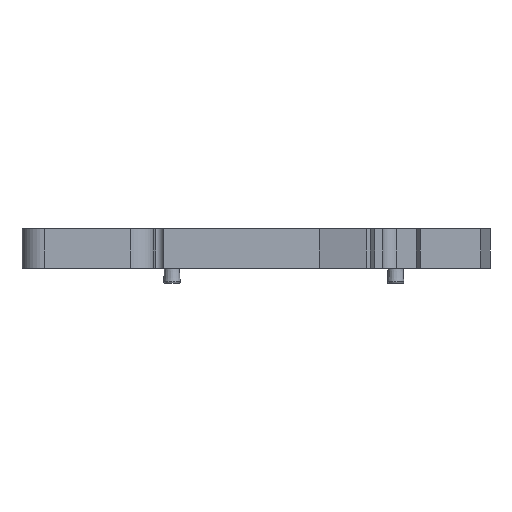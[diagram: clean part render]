
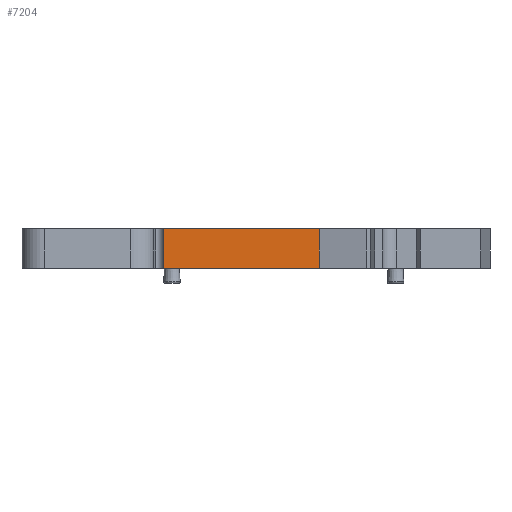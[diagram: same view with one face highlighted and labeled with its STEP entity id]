
A CAD part, front view. The second image highlights one B-rep face of the part: STEP entity #7204.
In plain terms, the highlighted planar face has unit normal (0, -1, 0).
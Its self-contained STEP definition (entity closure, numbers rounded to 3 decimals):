
#215 = DIRECTION ( 'NONE',  ( 0., 0., 1. ) ) ;
#368 = VECTOR ( 'NONE', #502, 1000. ) ;
#502 = DIRECTION ( 'NONE',  ( 0., 0., 1. ) ) ;
#1126 = ORIENTED_EDGE ( 'NONE', *, *, #4015, .T. ) ;
#1358 = CARTESIAN_POINT ( 'NONE',  ( 6.1, 5., 0. ) ) ;
#1460 = CARTESIAN_POINT ( 'NONE',  ( 6.1, 5., 0. ) ) ;
#1745 = VECTOR ( 'NONE', #9242, 1000. ) ;
#1932 = VERTEX_POINT ( 'NONE', #8946 ) ;
#2247 = EDGE_CURVE ( 'NONE', #1932, #8427, #4449, .T. ) ;
#2473 = VECTOR ( 'NONE', #7657, 1000. ) ;
#2696 = ORIENTED_EDGE ( 'NONE', *, *, #7033, .T. ) ;
#2726 = AXIS2_PLACEMENT_3D ( 'NONE', #9135, #4673, #215 ) ;
#3730 = VECTOR ( 'NONE', #4444, 1000. ) ;
#3732 = LINE ( 'NONE', #4781, #1745 ) ;
#4015 = EDGE_CURVE ( 'NONE', #6741, #8427, #8053, .T. ) ;
#4054 = FACE_OUTER_BOUND ( 'NONE', #9544, .T. ) ;
#4444 = DIRECTION ( 'NONE',  ( 1., 0., 0. ) ) ;
#4449 = LINE ( 'NONE', #5435, #2473 ) ;
#4673 = DIRECTION ( 'NONE',  ( 0., 1., 0. ) ) ;
#4781 = CARTESIAN_POINT ( 'NONE',  ( 6.1, 5., 5. ) ) ;
#5149 = EDGE_CURVE ( 'NONE', #1932, #5718, #3732, .T. ) ;
#5388 = PLANE ( 'NONE',  #2726 ) ;
#5435 = CARTESIAN_POINT ( 'NONE',  ( 6.1, 5., 5. ) ) ;
#5541 = CARTESIAN_POINT ( 'NONE',  ( 25.7, 5., 5. ) ) ;
#5690 = LINE ( 'NONE', #1460, #3730 ) ;
#5718 = VERTEX_POINT ( 'NONE', #1358 ) ;
#6400 = ORIENTED_EDGE ( 'NONE', *, *, #2247, .F. ) ;
#6741 = VERTEX_POINT ( 'NONE', #7487 ) ;
#7033 = EDGE_CURVE ( 'NONE', #5718, #6741, #5690, .T. ) ;
#7204 = ADVANCED_FACE ( 'NONE', ( #4054 ), #5388, .F. ) ;
#7487 = CARTESIAN_POINT ( 'NONE',  ( 25.7, 5., 0. ) ) ;
#7657 = DIRECTION ( 'NONE',  ( 1., 0., 0. ) ) ;
#8053 = LINE ( 'NONE', #9416, #368 ) ;
#8427 = VERTEX_POINT ( 'NONE', #5541 ) ;
#8946 = CARTESIAN_POINT ( 'NONE',  ( 6.1, 5., 5. ) ) ;
#9135 = CARTESIAN_POINT ( 'NONE',  ( 6.1, 5., 5. ) ) ;
#9242 = DIRECTION ( 'NONE',  ( 0., 0., -1. ) ) ;
#9416 = CARTESIAN_POINT ( 'NONE',  ( 25.7, 5., -9.804 ) ) ;
#9544 = EDGE_LOOP ( 'NONE', ( #2696, #1126, #6400, #9600 ) ) ;
#9600 = ORIENTED_EDGE ( 'NONE', *, *, #5149, .T. ) ;
